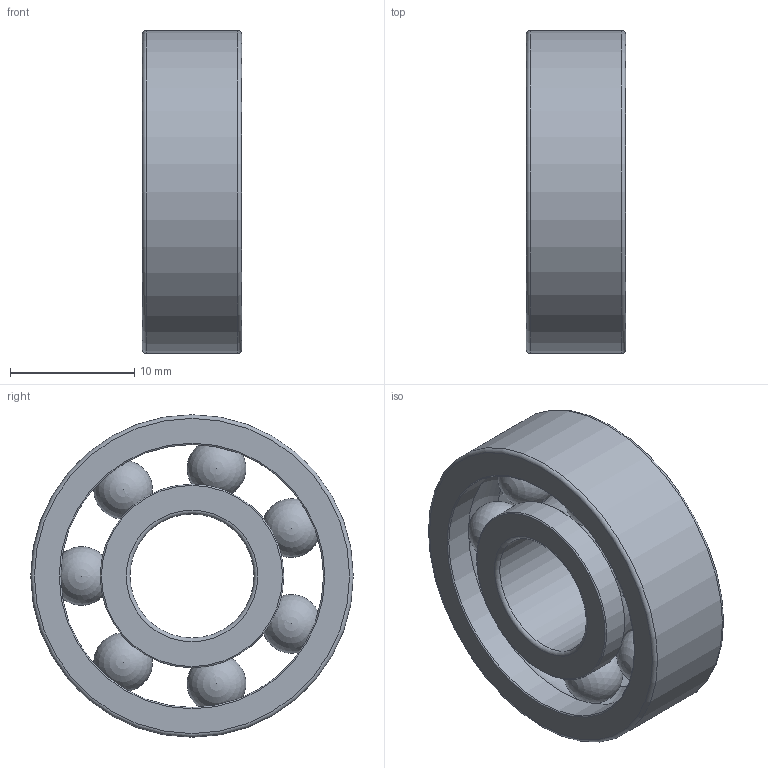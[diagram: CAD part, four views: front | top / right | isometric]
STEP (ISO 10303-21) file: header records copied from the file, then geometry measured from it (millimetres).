
FILE_DESCRIPTION( ( 'STEP AP214' ), '1' );
FILE_NAME( 'SKF_6000.stp', '2021-11-25T21:03:19', ( 'License CC BY-ND 4.0' ), ( 'CADENAS' ), ' ', 'PARTsolutions', ' ' );
FILE_SCHEMA( ( 'AUTOMOTIVE_DESIGN { 1 0 10303 214 1 1 1 1 }' ) );
Length unit declared in the file: millimetre
Products named in the file (5): SKF_6000; _SKF_6000_PART1; _SKF_6000_PART2; _SKF_6000_PART3; _SKF_6000_PART4
Assembly tree (16 placements, depth 2):
  SKF_6000
    _SKF_6000_PART1
    _SKF_6000_PART2
    _SKF_6000_PART3  x7
    _SKF_6000_PART4  x7
Bounding box: 8 x 26 x 26 mm (x, y, z)
Volume: 2355.3 mm3; surface area: 2856.2 mm2
Topology: 9 solids, 9 shells, 27 faces, 57 edges, 41 vertices
Faces by surface type: torus 10, sphere 7, cylinder 6, plane 4
Full cylindrical faces by diameter (mm): 10 x1, 14.8 x2, 21.2 x2, 26 x1
Entity records: 788 total; most frequent: DIRECTION 116, CARTESIAN_POINT 82, AXIS2_PLACEMENT_3D 58, EDGE_LOOP 40, ORIENTED_EDGE 40, FACE_OUTER_BOUND 36, VERTEX_POINT 23, PRODUCT_DEFINITION_SHAPE 21
